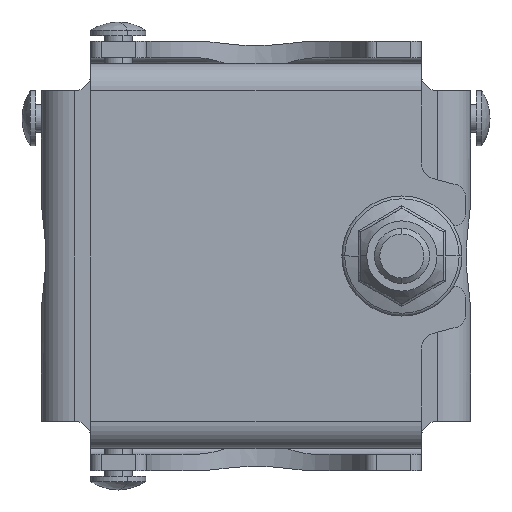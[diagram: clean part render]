
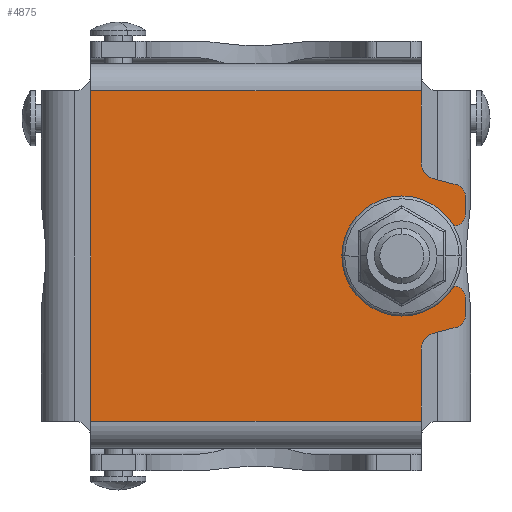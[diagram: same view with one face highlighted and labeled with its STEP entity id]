
A CAD part, front view. The second image highlights one B-rep face of the part: STEP entity #4875.
In plain terms, the highlighted planar face has unit normal (0, -1, 0).
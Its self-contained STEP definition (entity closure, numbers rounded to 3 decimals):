
#15 = VERTEX_POINT ( 'NONE', #312 ) ;
#27 = DIRECTION ( 'NONE',  ( -1., 0., 0. ) ) ;
#74 = DIRECTION ( 'NONE',  ( 0., 1., 0. ) ) ;
#84 = VECTOR ( 'NONE', #1634, 1000. ) ;
#133 = VECTOR ( 'NONE', #27, 1000. ) ;
#193 = LINE ( 'NONE', #4395, #84 ) ;
#240 = CARTESIAN_POINT ( 'NONE',  ( 30., -47., -35. ) ) ;
#284 = ORIENTED_EDGE ( 'NONE', *, *, #5412, .T. ) ;
#312 = CARTESIAN_POINT ( 'NONE',  ( 30., -47., 16.946 ) ) ;
#358 = ORIENTED_EDGE ( 'NONE', *, *, #1598, .T. ) ;
#374 = AXIS2_PLACEMENT_3D ( 'NONE', #1161, #3034, #4948 ) ;
#383 = ORIENTED_EDGE ( 'NONE', *, *, #6096, .F. ) ;
#392 = EDGE_CURVE ( 'NONE', #4430, #4831, #5391, .T. ) ;
#414 = CARTESIAN_POINT ( 'NONE',  ( -30., -47., -35. ) ) ;
#435 = CIRCLE ( 'NONE', #927, 5.5 ) ;
#514 = DIRECTION ( 'NONE',  ( -1., 0., 0. ) ) ;
#562 = VECTOR ( 'NONE', #514, 1000. ) ;
#587 = LINE ( 'NONE', #5250, #133 ) ;
#715 = EDGE_CURVE ( 'NONE', #4290, #766, #4294, .T. ) ;
#716 = LINE ( 'NONE', #2631, #4400 ) ;
#766 = VERTEX_POINT ( 'NONE', #4521 ) ;
#816 = EDGE_CURVE ( 'NONE', #15, #4300, #3091, .T. ) ;
#915 = LINE ( 'NONE', #3750, #562 ) ;
#927 = AXIS2_PLACEMENT_3D ( 'NONE', #3441, #5355, #4417 ) ;
#978 = ORIENTED_EDGE ( 'NONE', *, *, #2486, .T. ) ;
#1010 = ORIENTED_EDGE ( 'NONE', *, *, #5749, .T. ) ;
#1021 = VECTOR ( 'NONE', #1562, 1000. ) ;
#1039 = LINE ( 'NONE', #2362, #3709 ) ;
#1066 = CARTESIAN_POINT ( 'NONE',  ( 38., -47., 12.5 ) ) ;
#1161 = CARTESIAN_POINT ( 'NONE',  ( 36., -47., 10.965 ) ) ;
#1177 = VERTEX_POINT ( 'NONE', #5884 ) ;
#1189 = DIRECTION ( 'NONE',  ( 1., 0., 0. ) ) ;
#1210 = CARTESIAN_POINT ( 'NONE',  ( 36., -47., -7.5 ) ) ;
#1215 = LINE ( 'NONE', #3098, #4951 ) ;
#1391 = CARTESIAN_POINT ( 'NONE',  ( 38., -47., -7.5 ) ) ;
#1478 = VERTEX_POINT ( 'NONE', #4462 ) ;
#1528 = EDGE_CURVE ( 'NONE', #766, #1177, #2135, .T. ) ;
#1539 = DIRECTION ( 'NONE',  ( 0., 1., 0. ) ) ;
#1562 = DIRECTION ( 'NONE',  ( -0.966, 0., 0.259 ) ) ;
#1587 = DIRECTION ( 'NONE',  ( 0., 0., 1. ) ) ;
#1598 = EDGE_CURVE ( 'NONE', #5268, #4290, #1039, .T. ) ;
#1606 = VERTEX_POINT ( 'NONE', #3324 ) ;
#1633 = VECTOR ( 'NONE', #4527, 1000. ) ;
#1634 = DIRECTION ( 'NONE',  ( 0., 0., 1. ) ) ;
#1765 = CARTESIAN_POINT ( 'NONE',  ( 38., -47., -10.965 ) ) ;
#1767 = ORIENTED_EDGE ( 'NONE', *, *, #4428, .T. ) ;
#1796 = EDGE_CURVE ( 'NONE', #4430, #2426, #587, .T. ) ;
#1808 = ORIENTED_EDGE ( 'NONE', *, *, #3348, .T. ) ;
#1847 = PLANE ( 'NONE',  #3036 ) ;
#1966 = DIRECTION ( 'NONE',  ( 0., 0., -1. ) ) ;
#2066 = CARTESIAN_POINT ( 'NONE',  ( 33., -47., -16.946 ) ) ;
#2100 = CARTESIAN_POINT ( 'NONE',  ( 30., -47., -14.644 ) ) ;
#2112 = ORIENTED_EDGE ( 'NONE', *, *, #3553, .F. ) ;
#2135 = LINE ( 'NONE', #2100, #1633 ) ;
#2170 = DIRECTION ( 'NONE',  ( 0., -1., 0. ) ) ;
#2221 = CARTESIAN_POINT ( 'NONE',  ( 30., -47., -16.946 ) ) ;
#2227 = ORIENTED_EDGE ( 'NONE', *, *, #1528, .T. ) ;
#2251 = AXIS2_PLACEMENT_3D ( 'NONE', #3932, #74, #1966 ) ;
#2362 = CARTESIAN_POINT ( 'NONE',  ( 30., -47., -35. ) ) ;
#2375 = DIRECTION ( 'NONE',  ( 0., 0., 1. ) ) ;
#2426 = VERTEX_POINT ( 'NONE', #5871 ) ;
#2430 = ORIENTED_EDGE ( 'NONE', *, *, #392, .T. ) ;
#2446 = CARTESIAN_POINT ( 'NONE',  ( 36., -47., -10.965 ) ) ;
#2486 = EDGE_CURVE ( 'NONE', #2983, #5268, #716, .T. ) ;
#2514 = LINE ( 'NONE', #5077, #2927 ) ;
#2542 = CARTESIAN_POINT ( 'NONE',  ( 38., -47., 10.965 ) ) ;
#2631 = CARTESIAN_POINT ( 'NONE',  ( 30., -47., -30. ) ) ;
#2743 = FACE_OUTER_BOUND ( 'NONE', #3665, .T. ) ;
#2770 = CARTESIAN_POINT ( 'NONE',  ( 38., -47., 7.5 ) ) ;
#2887 = AXIS2_PLACEMENT_3D ( 'NONE', #5817, #5409, #4969 ) ;
#2895 = AXIS2_PLACEMENT_3D ( 'NONE', #2446, #2971, #3452 ) ;
#2911 = VERTEX_POINT ( 'NONE', #5013 ) ;
#2927 = VECTOR ( 'NONE', #1587, 1000. ) ;
#2971 = DIRECTION ( 'NONE',  ( 0., -1., 0. ) ) ;
#2983 = VERTEX_POINT ( 'NONE', #5576 ) ;
#3034 = DIRECTION ( 'NONE',  ( 0., -1., 0. ) ) ;
#3036 = AXIS2_PLACEMENT_3D ( 'NONE', #414, #4644, #4183 ) ;
#3091 = LINE ( 'NONE', #240, #5892 ) ;
#3098 = CARTESIAN_POINT ( 'NONE',  ( 38., -47., -5.5 ) ) ;
#3134 = ORIENTED_EDGE ( 'NONE', *, *, #3172, .T. ) ;
#3136 = EDGE_CURVE ( 'NONE', #1177, #5955, #3186, .T. ) ;
#3172 = EDGE_CURVE ( 'NONE', #4269, #5402, #5799, .T. ) ;
#3186 = CIRCLE ( 'NONE', #2895, 2. ) ;
#3213 = LINE ( 'NONE', #4229, #4604 ) ;
#3324 = CARTESIAN_POINT ( 'NONE',  ( 26.5, -47., -5.5 ) ) ;
#3348 = EDGE_CURVE ( 'NONE', #5955, #5974, #3213, .T. ) ;
#3381 = AXIS2_PLACEMENT_3D ( 'NONE', #2066, #1539, #3870 ) ;
#3441 = CARTESIAN_POINT ( 'NONE',  ( 26.5, -47., 0. ) ) ;
#3452 = DIRECTION ( 'NONE',  ( 0., 0., -1. ) ) ;
#3491 = VERTEX_POINT ( 'NONE', #2542 ) ;
#3536 = ORIENTED_EDGE ( 'NONE', *, *, #4286, .T. ) ;
#3553 = EDGE_CURVE ( 'NONE', #2426, #1606, #435, .T. ) ;
#3665 = EDGE_LOOP ( 'NONE', ( #2227, #5125, #1808, #1010, #4635, #2112, #6100, #2430, #3536, #284, #3134, #5705, #4619, #1767, #383, #978, #358, #3769 ) ) ;
#3709 = VECTOR ( 'NONE', #5773, 1000. ) ;
#3750 = CARTESIAN_POINT ( 'NONE',  ( -30., -47., 30. ) ) ;
#3769 = ORIENTED_EDGE ( 'NONE', *, *, #715, .T. ) ;
#3870 = DIRECTION ( 'NONE',  ( 0., 0., -1. ) ) ;
#3932 = CARTESIAN_POINT ( 'NONE',  ( 33., -47., 16.946 ) ) ;
#4159 = AXIS2_PLACEMENT_3D ( 'NONE', #1210, #2170, #4995 ) ;
#4183 = DIRECTION ( 'NONE',  ( 0., 0., -1. ) ) ;
#4229 = CARTESIAN_POINT ( 'NONE',  ( 38., -47., -12.5 ) ) ;
#4269 = VERTEX_POINT ( 'NONE', #5357 ) ;
#4276 = CARTESIAN_POINT ( 'NONE',  ( 36., -47., 5.5 ) ) ;
#4286 = EDGE_CURVE ( 'NONE', #4831, #3491, #2514, .T. ) ;
#4290 = VERTEX_POINT ( 'NONE', #2221 ) ;
#4291 = CARTESIAN_POINT ( 'NONE',  ( 30., -47., -30. ) ) ;
#4294 = CIRCLE ( 'NONE', #3381, 3. ) ;
#4300 = VERTEX_POINT ( 'NONE', #5998 ) ;
#4395 = CARTESIAN_POINT ( 'NONE',  ( -30., -47., -35. ) ) ;
#4400 = VECTOR ( 'NONE', #4869, 1000. ) ;
#4417 = DIRECTION ( 'NONE',  ( 0., 0., -1. ) ) ;
#4428 = EDGE_CURVE ( 'NONE', #4300, #2911, #915, .T. ) ;
#4430 = VERTEX_POINT ( 'NONE', #4276 ) ;
#4462 = CARTESIAN_POINT ( 'NONE',  ( 36., -47., -5.5 ) ) ;
#4521 = CARTESIAN_POINT ( 'NONE',  ( 32.224, -47., -14.048 ) ) ;
#4527 = DIRECTION ( 'NONE',  ( 0.966, 0., 0.259 ) ) ;
#4604 = VECTOR ( 'NONE', #2375, 1000. ) ;
#4619 = ORIENTED_EDGE ( 'NONE', *, *, #816, .T. ) ;
#4635 = ORIENTED_EDGE ( 'NONE', *, *, #5368, .F. ) ;
#4644 = DIRECTION ( 'NONE',  ( 0., -1., 0. ) ) ;
#4748 = CIRCLE ( 'NONE', #4159, 2. ) ;
#4831 = VERTEX_POINT ( 'NONE', #2770 ) ;
#4869 = DIRECTION ( 'NONE',  ( 1., 0., 0. ) ) ;
#4875 = ADVANCED_FACE ( 'NONE', ( #2743 ), #1847, .T. ) ;
#4948 = DIRECTION ( 'NONE',  ( 0., 0., -1. ) ) ;
#4951 = VECTOR ( 'NONE', #1189, 1000. ) ;
#4969 = DIRECTION ( 'NONE',  ( 0., 0., -1. ) ) ;
#4994 = EDGE_CURVE ( 'NONE', #5402, #15, #5940, .T. ) ;
#4995 = DIRECTION ( 'NONE',  ( 0., 0., -1. ) ) ;
#5002 = CARTESIAN_POINT ( 'NONE',  ( 32.224, -47., 14.048 ) ) ;
#5013 = CARTESIAN_POINT ( 'NONE',  ( -30., -47., 30. ) ) ;
#5077 = CARTESIAN_POINT ( 'NONE',  ( 38., -47., -12.5 ) ) ;
#5125 = ORIENTED_EDGE ( 'NONE', *, *, #3136, .T. ) ;
#5250 = CARTESIAN_POINT ( 'NONE',  ( 26.5, -47., 5.5 ) ) ;
#5268 = VERTEX_POINT ( 'NONE', #4291 ) ;
#5355 = DIRECTION ( 'NONE',  ( 0., -1., 0. ) ) ;
#5357 = CARTESIAN_POINT ( 'NONE',  ( 36.518, -47., 12.897 ) ) ;
#5368 = EDGE_CURVE ( 'NONE', #1606, #1478, #1215, .T. ) ;
#5391 = CIRCLE ( 'NONE', #2887, 2. ) ;
#5402 = VERTEX_POINT ( 'NONE', #5002 ) ;
#5409 = DIRECTION ( 'NONE',  ( 0., -1., 0. ) ) ;
#5412 = EDGE_CURVE ( 'NONE', #3491, #4269, #5946, .T. ) ;
#5438 = DIRECTION ( 'NONE',  ( 0., 0., 1. ) ) ;
#5576 = CARTESIAN_POINT ( 'NONE',  ( -30., -47., -30. ) ) ;
#5705 = ORIENTED_EDGE ( 'NONE', *, *, #4994, .T. ) ;
#5749 = EDGE_CURVE ( 'NONE', #5974, #1478, #4748, .T. ) ;
#5773 = DIRECTION ( 'NONE',  ( 0., 0., 1. ) ) ;
#5799 = LINE ( 'NONE', #1066, #1021 ) ;
#5817 = CARTESIAN_POINT ( 'NONE',  ( 36., -47., 7.5 ) ) ;
#5871 = CARTESIAN_POINT ( 'NONE',  ( 26.5, -47., 5.5 ) ) ;
#5884 = CARTESIAN_POINT ( 'NONE',  ( 36.518, -47., -12.897 ) ) ;
#5892 = VECTOR ( 'NONE', #5438, 1000. ) ;
#5940 = CIRCLE ( 'NONE', #2251, 3. ) ;
#5946 = CIRCLE ( 'NONE', #374, 2. ) ;
#5955 = VERTEX_POINT ( 'NONE', #1765 ) ;
#5974 = VERTEX_POINT ( 'NONE', #1391 ) ;
#5998 = CARTESIAN_POINT ( 'NONE',  ( 30., -47., 30. ) ) ;
#6096 = EDGE_CURVE ( 'NONE', #2983, #2911, #193, .T. ) ;
#6100 = ORIENTED_EDGE ( 'NONE', *, *, #1796, .F. ) ;
